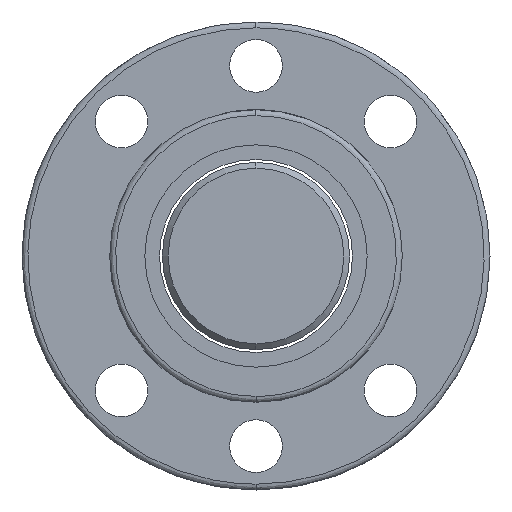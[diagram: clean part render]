
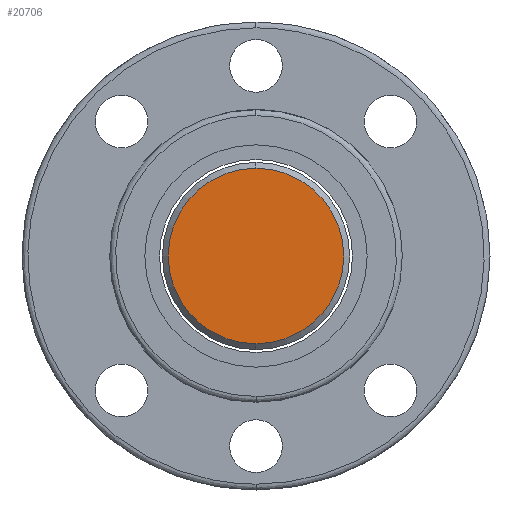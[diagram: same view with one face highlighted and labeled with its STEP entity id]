
A CAD part, left-side view. The second image highlights one B-rep face of the part: STEP entity #20706.
In plain terms, the highlighted planar face has unit normal (-1, 0, 0).
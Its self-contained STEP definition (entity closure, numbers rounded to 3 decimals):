
#548 = CARTESIAN_POINT ( 'NONE',  ( -94., 0., -15. ) ) ;
#1197 = ORIENTED_EDGE ( 'NONE', *, *, #23546, .F. ) ;
#1453 = DIRECTION ( 'NONE',  ( 1., 0., 0. ) ) ;
#2634 = VERTEX_POINT ( 'NONE', #20612 ) ;
#3047 = CARTESIAN_POINT ( 'NONE',  ( -94., 0., 0. ) ) ;
#4390 = DIRECTION ( 'NONE',  ( 1., 0., 0. ) ) ;
#4630 = EDGE_LOOP ( 'NONE', ( #8738, #1197 ) ) ;
#6333 = AXIS2_PLACEMENT_3D ( 'NONE', #3047, #23810, #14378 ) ;
#8738 = ORIENTED_EDGE ( 'NONE', *, *, #19457, .F. ) ;
#10028 = CIRCLE ( 'NONE', #6333, 15. ) ;
#10770 = CARTESIAN_POINT ( 'NONE',  ( -94., 8., 0. ) ) ;
#10840 = AXIS2_PLACEMENT_3D ( 'NONE', #10770, #1453, #14459 ) ;
#14378 = DIRECTION ( 'NONE',  ( 0., 0., -1. ) ) ;
#14459 = DIRECTION ( 'NONE',  ( 0., 0., -1. ) ) ;
#14524 = FACE_OUTER_BOUND ( 'NONE', #4630, .T. ) ;
#14618 = PLANE ( 'NONE',  #10840 ) ;
#16372 = CIRCLE ( 'NONE', #23846, 15. ) ;
#17386 = DIRECTION ( 'NONE',  ( 0., 0., -1. ) ) ;
#19169 = CARTESIAN_POINT ( 'NONE',  ( -94., 0., 0. ) ) ;
#19457 = EDGE_CURVE ( 'NONE', #19821, #2634, #16372, .T. ) ;
#19821 = VERTEX_POINT ( 'NONE', #548 ) ;
#20612 = CARTESIAN_POINT ( 'NONE',  ( -94., 0., 15. ) ) ;
#20706 = ADVANCED_FACE ( 'NONE', ( #14524 ), #14618, .F. ) ;
#23546 = EDGE_CURVE ( 'NONE', #2634, #19821, #10028, .T. ) ;
#23810 = DIRECTION ( 'NONE',  ( 1., 0., 0. ) ) ;
#23846 = AXIS2_PLACEMENT_3D ( 'NONE', #19169, #4390, #17386 ) ;
